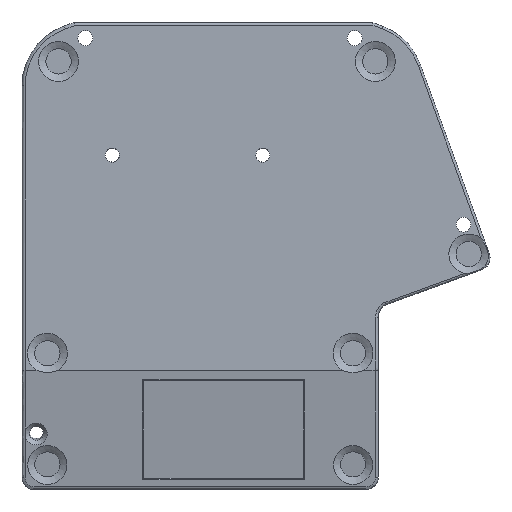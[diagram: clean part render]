
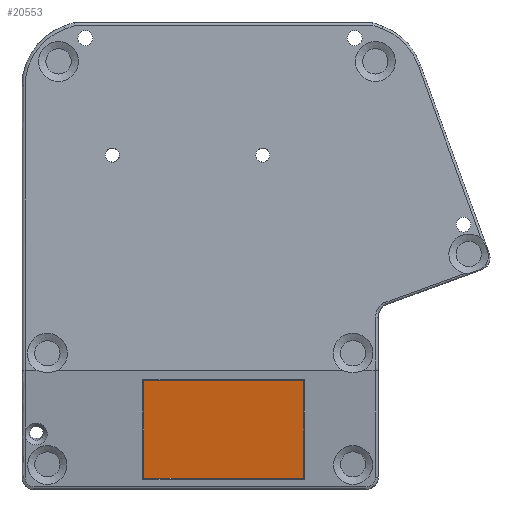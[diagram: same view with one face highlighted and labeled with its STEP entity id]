
A CAD part, front view. The second image highlights one B-rep face of the part: STEP entity #20553.
In plain terms, the highlighted planar face has unit normal (0, -0.988, -0.156).
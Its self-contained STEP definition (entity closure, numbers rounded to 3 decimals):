
#17391 = B_SPLINE_SURFACE_WITH_KNOTS('',1,1,(
    (#17392,#17393)
    ,(#17394,#17395
    )),.UNSPECIFIED.,.F.,.F.,.F.,(2,2),(2,2),(0.,40.513),(0.,1.
    ),.PIECEWISE_BEZIER_KNOTS.);
#17392 = CARTESIAN_POINT('',(-228.577,-10.893,
    1.578));
#17393 = CARTESIAN_POINT('',(-228.958,-11.329,
    1.895));
#17394 = CARTESIAN_POINT('',(-228.577,-4.675,
    -37.683));
#17395 = CARTESIAN_POINT('',(-228.958,-4.991,
    -38.119));
#17419 = B_SPLINE_SURFACE_WITH_KNOTS('',1,1,(
    (#17420,#17421)
    ,(#17422,#17423
    )),.UNSPECIFIED.,.F.,.F.,.F.,(2,2),(2,2),(0.,64.77),(0.,1.
    ),.PIECEWISE_BEZIER_KNOTS.);
#17420 = CARTESIAN_POINT('',(-164.569,-10.893,
    1.578));
#17421 = CARTESIAN_POINT('',(-164.188,-11.329,
    1.895));
#17422 = CARTESIAN_POINT('',(-228.577,-10.893,
    1.578));
#17423 = CARTESIAN_POINT('',(-228.958,-11.329,
    1.895));
#17447 = B_SPLINE_SURFACE_WITH_KNOTS('',1,1,(
    (#17448,#17449)
    ,(#17450,#17451
    )),.UNSPECIFIED.,.F.,.F.,.F.,(2,2),(2,2),(0.,40.513),(0.,1.
    ),.PIECEWISE_BEZIER_KNOTS.);
#17448 = CARTESIAN_POINT('',(-164.569,-4.675,
    -37.683));
#17449 = CARTESIAN_POINT('',(-164.188,-4.991,
    -38.119));
#17450 = CARTESIAN_POINT('',(-164.569,-10.893,
    1.578));
#17451 = CARTESIAN_POINT('',(-164.188,-11.329,
    1.895));
#17473 = B_SPLINE_SURFACE_WITH_KNOTS('',1,1,(
    (#17474,#17475)
    ,(#17476,#17477
    )),.UNSPECIFIED.,.F.,.F.,.F.,(2,2),(2,2),(0.,64.77),(0.,1.
    ),.PIECEWISE_BEZIER_KNOTS.);
#17474 = CARTESIAN_POINT('',(-228.577,-4.675,
    -37.683));
#17475 = CARTESIAN_POINT('',(-228.958,-4.991,
    -38.119));
#17476 = CARTESIAN_POINT('',(-164.569,-4.675,
    -37.683));
#17477 = CARTESIAN_POINT('',(-164.188,-4.991,
    -38.119));
#20270 = EDGE_CURVE('',#20271,#20273,#20275,.T.);
#20271 = VERTEX_POINT('',#20272);
#20272 = CARTESIAN_POINT('',(-228.577,-10.893,
    1.578));
#20273 = VERTEX_POINT('',#20274);
#20274 = CARTESIAN_POINT('',(-228.577,-4.675,
    -37.683));
#20275 = SURFACE_CURVE('',#20276,(#20280,#20286),.PCURVE_S1.);
#20276 = LINE('',#20277,#20278);
#20277 = CARTESIAN_POINT('',(-228.577,-10.893,
    1.578));
#20278 = VECTOR('',#20279,1.);
#20279 = DIRECTION('',(0.,0.156,-0.988)
  );
#20280 = PCURVE('',#17391,#20281);
#20281 = DEFINITIONAL_REPRESENTATION('',(#20282),#20285);
#20282 = B_SPLINE_CURVE_WITH_KNOTS('',1,(#20283,#20284),.UNSPECIFIED.,
  .F.,.F.,(2,2),(0.,39.751),.PIECEWISE_BEZIER_KNOTS.);
#20283 = CARTESIAN_POINT('',(0.,0.));
#20284 = CARTESIAN_POINT('',(40.513,0.));
#20285 = ( GEOMETRIC_REPRESENTATION_CONTEXT(2) 
PARAMETRIC_REPRESENTATION_CONTEXT() REPRESENTATION_CONTEXT('2D SPACE',''
  ) );
#20286 = PCURVE('',#20287,#20292);
#20287 = PLANE('',#20288);
#20288 = AXIS2_PLACEMENT_3D('',#20289,#20290,#20291);
#20289 = CARTESIAN_POINT('',(-196.573,-7.784,
    -18.052));
#20290 = DIRECTION('',(0.,0.988,0.156)
  );
#20291 = DIRECTION('',(0.,-0.156,0.988
    ));
#20292 = DEFINITIONAL_REPRESENTATION('',(#20293),#20297);
#20293 = LINE('',#20294,#20295);
#20294 = CARTESIAN_POINT('',(19.876,-32.004));
#20295 = VECTOR('',#20296,1.);
#20296 = DIRECTION('',(-1.,0.));
#20297 = ( GEOMETRIC_REPRESENTATION_CONTEXT(2) 
PARAMETRIC_REPRESENTATION_CONTEXT() REPRESENTATION_CONTEXT('2D SPACE',''
  ) );
#20343 = EDGE_CURVE('',#20344,#20271,#20346,.T.);
#20344 = VERTEX_POINT('',#20345);
#20345 = CARTESIAN_POINT('',(-164.569,-10.893,
    1.578));
#20346 = SURFACE_CURVE('',#20347,(#20351,#20357),.PCURVE_S1.);
#20347 = LINE('',#20348,#20349);
#20348 = CARTESIAN_POINT('',(-164.569,-10.893,
    1.578));
#20349 = VECTOR('',#20350,1.);
#20350 = DIRECTION('',(-1.,0.,0.));
#20351 = PCURVE('',#17419,#20352);
#20352 = DEFINITIONAL_REPRESENTATION('',(#20353),#20356);
#20353 = B_SPLINE_CURVE_WITH_KNOTS('',1,(#20354,#20355),.UNSPECIFIED.,
  .F.,.F.,(2,2),(0.,64.008),.PIECEWISE_BEZIER_KNOTS.);
#20354 = CARTESIAN_POINT('',(0.,0.));
#20355 = CARTESIAN_POINT('',(64.77,0.));
#20356 = ( GEOMETRIC_REPRESENTATION_CONTEXT(2) 
PARAMETRIC_REPRESENTATION_CONTEXT() REPRESENTATION_CONTEXT('2D SPACE',''
  ) );
#20357 = PCURVE('',#20287,#20358);
#20358 = DEFINITIONAL_REPRESENTATION('',(#20359),#20363);
#20359 = LINE('',#20360,#20361);
#20360 = CARTESIAN_POINT('',(19.876,32.004));
#20361 = VECTOR('',#20362,1.);
#20362 = DIRECTION('',(0.,-1.));
#20363 = ( GEOMETRIC_REPRESENTATION_CONTEXT(2) 
PARAMETRIC_REPRESENTATION_CONTEXT() REPRESENTATION_CONTEXT('2D SPACE',''
  ) );
#20390 = EDGE_CURVE('',#20273,#20391,#20393,.T.);
#20391 = VERTEX_POINT('',#20392);
#20392 = CARTESIAN_POINT('',(-164.569,-4.675,
    -37.683));
#20393 = SURFACE_CURVE('',#20394,(#20398,#20404),.PCURVE_S1.);
#20394 = LINE('',#20395,#20396);
#20395 = CARTESIAN_POINT('',(-228.577,-4.675,
    -37.683));
#20396 = VECTOR('',#20397,1.);
#20397 = DIRECTION('',(1.,0.,0.));
#20398 = PCURVE('',#17473,#20399);
#20399 = DEFINITIONAL_REPRESENTATION('',(#20400),#20403);
#20400 = B_SPLINE_CURVE_WITH_KNOTS('',1,(#20401,#20402),.UNSPECIFIED.,
  .F.,.F.,(2,2),(0.,64.008),.PIECEWISE_BEZIER_KNOTS.);
#20401 = CARTESIAN_POINT('',(0.,0.));
#20402 = CARTESIAN_POINT('',(64.77,0.));
#20403 = ( GEOMETRIC_REPRESENTATION_CONTEXT(2) 
PARAMETRIC_REPRESENTATION_CONTEXT() REPRESENTATION_CONTEXT('2D SPACE',''
  ) );
#20404 = PCURVE('',#20287,#20405);
#20405 = DEFINITIONAL_REPRESENTATION('',(#20406),#20410);
#20406 = LINE('',#20407,#20408);
#20407 = CARTESIAN_POINT('',(-19.876,-32.004));
#20408 = VECTOR('',#20409,1.);
#20409 = DIRECTION('',(0.,1.));
#20410 = ( GEOMETRIC_REPRESENTATION_CONTEXT(2) 
PARAMETRIC_REPRESENTATION_CONTEXT() REPRESENTATION_CONTEXT('2D SPACE',''
  ) );
#20437 = EDGE_CURVE('',#20391,#20344,#20438,.T.);
#20438 = SURFACE_CURVE('',#20439,(#20443,#20449),.PCURVE_S1.);
#20439 = LINE('',#20440,#20441);
#20440 = CARTESIAN_POINT('',(-164.569,-4.675,
    -37.683));
#20441 = VECTOR('',#20442,1.);
#20442 = DIRECTION('',(0.,-0.156,0.988
    ));
#20443 = PCURVE('',#17447,#20444);
#20444 = DEFINITIONAL_REPRESENTATION('',(#20445),#20448);
#20445 = B_SPLINE_CURVE_WITH_KNOTS('',1,(#20446,#20447),.UNSPECIFIED.,
  .F.,.F.,(2,2),(0.,39.751),.PIECEWISE_BEZIER_KNOTS.);
#20446 = CARTESIAN_POINT('',(0.,0.));
#20447 = CARTESIAN_POINT('',(40.513,0.));
#20448 = ( GEOMETRIC_REPRESENTATION_CONTEXT(2) 
PARAMETRIC_REPRESENTATION_CONTEXT() REPRESENTATION_CONTEXT('2D SPACE',''
  ) );
#20449 = PCURVE('',#20287,#20450);
#20450 = DEFINITIONAL_REPRESENTATION('',(#20451),#20455);
#20451 = LINE('',#20452,#20453);
#20452 = CARTESIAN_POINT('',(-19.876,32.004));
#20453 = VECTOR('',#20454,1.);
#20454 = DIRECTION('',(1.,0.));
#20455 = ( GEOMETRIC_REPRESENTATION_CONTEXT(2) 
PARAMETRIC_REPRESENTATION_CONTEXT() REPRESENTATION_CONTEXT('2D SPACE',''
  ) );
#20553 = ADVANCED_FACE('',(#20554),#20287,.F.);
#20554 = FACE_BOUND('',#20555,.T.);
#20555 = EDGE_LOOP('',(#20556,#20557,#20558,#20559));
#20556 = ORIENTED_EDGE('',*,*,#20270,.T.);
#20557 = ORIENTED_EDGE('',*,*,#20390,.T.);
#20558 = ORIENTED_EDGE('',*,*,#20437,.T.);
#20559 = ORIENTED_EDGE('',*,*,#20343,.T.);
